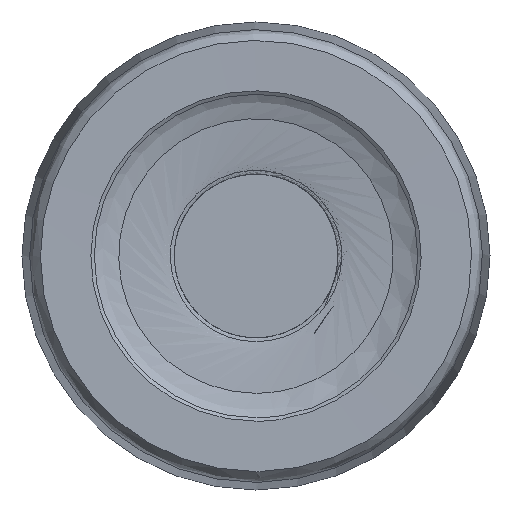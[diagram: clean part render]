
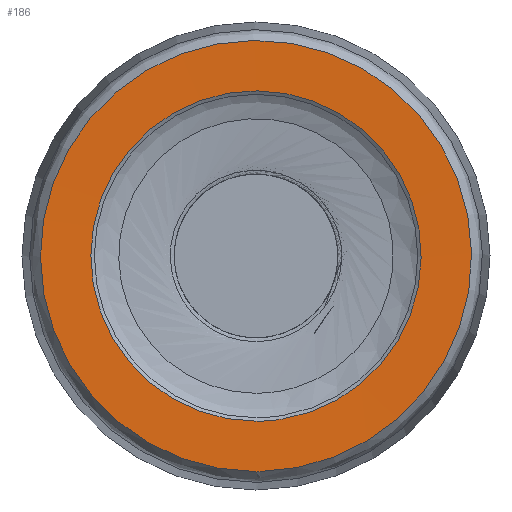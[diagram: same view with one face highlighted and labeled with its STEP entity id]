
A CAD part, left-side view. The second image highlights one B-rep face of the part: STEP entity #186.
In plain terms, the highlighted face is a revolution surface.
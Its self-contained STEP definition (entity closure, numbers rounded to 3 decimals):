
#24=SURFACE_OF_REVOLUTION('',#52,#38);
#38=AXIS1_PLACEMENT('',#590,#500);
#52=B_SPLINE_CURVE_WITH_KNOTS('',3,(#574,#575,#576,#577,#578,#579,#580,
#581,#582,#583,#584,#585,#586,#587,#588,#589),.UNSPECIFIED.,.F.,.F.,(4,
3,3,3,3,4),(0.,0.18,0.73,0.799,0.99,
1.),.UNSPECIFIED.);
#186=ADVANCED_FACE('',(#220,#221),#24,.T.);
#220=FACE_BOUND('',#268,.T.);
#221=FACE_BOUND('',#269,.T.);
#268=EDGE_LOOP('',(#316));
#269=EDGE_LOOP('',(#317));
#316=ORIENTED_EDGE('',*,*,#378,.F.);
#317=ORIENTED_EDGE('',*,*,#379,.T.);
#354=VERTEX_POINT('',#571);
#355=VERTEX_POINT('',#573);
#378=EDGE_CURVE('',#354,#354,#402,.T.);
#379=EDGE_CURVE('',#355,#355,#403,.T.);
#402=CIRCLE('',#438,4.773);
#403=CIRCLE('',#439,3.658);
#438=AXIS2_PLACEMENT_3D('',#570,#496,#497);
#439=AXIS2_PLACEMENT_3D('',#572,#498,#499);
#496=DIRECTION('',(1.,0.,0.));
#497=DIRECTION('',(0.,0.,-1.));
#498=DIRECTION('',(1.,0.,0.));
#499=DIRECTION('',(0.,0.,-1.));
#500=DIRECTION('',(1.,0.,0.));
#570=CARTESIAN_POINT('',(0.005,0.,0.));
#571=CARTESIAN_POINT('',(0.005,0.,-4.773));
#572=CARTESIAN_POINT('',(0.017,0.,0.));
#573=CARTESIAN_POINT('',(0.017,0.,-3.658));
#574=CARTESIAN_POINT('',(0.017,-3.616,0.549));
#575=CARTESIAN_POINT('',(0.016,-3.685,0.523));
#576=CARTESIAN_POINT('',(0.016,-3.755,0.496));
#577=CARTESIAN_POINT('',(0.015,-3.824,0.47));
#578=CARTESIAN_POINT('',(0.013,-4.036,0.388));
#579=CARTESIAN_POINT('',(0.011,-4.248,0.307));
#580=CARTESIAN_POINT('',(0.008,-4.46,0.225));
#581=CARTESIAN_POINT('',(0.008,-4.487,0.215));
#582=CARTESIAN_POINT('',(0.008,-4.513,0.205));
#583=CARTESIAN_POINT('',(0.008,-4.54,0.195));
#584=CARTESIAN_POINT('',(0.007,-4.613,0.167));
#585=CARTESIAN_POINT('',(0.006,-4.687,0.138));
#586=CARTESIAN_POINT('',(0.006,-4.708,0.13));
#587=CARTESIAN_POINT('',(0.006,-4.73,0.122));
#588=CARTESIAN_POINT('',(0.005,-4.751,0.114));
#589=CARTESIAN_POINT('',(0.005,-4.772,0.106));
#590=CARTESIAN_POINT('',(20.3,0.,0.));
